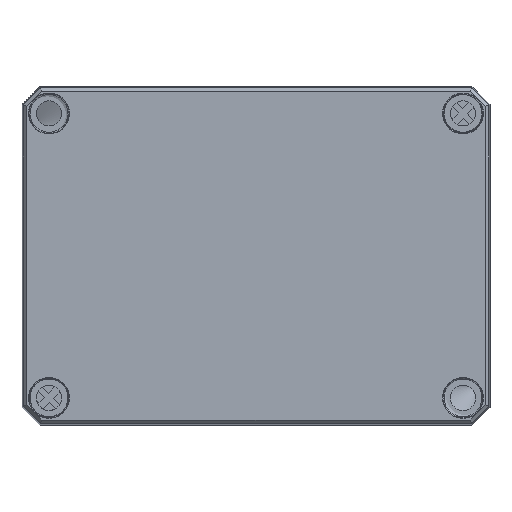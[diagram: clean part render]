
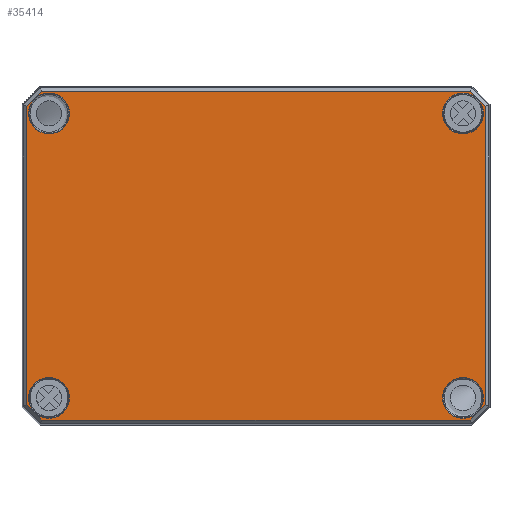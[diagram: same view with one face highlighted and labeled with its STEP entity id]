
A CAD part, top view. The second image highlights one B-rep face of the part: STEP entity #35414.
In plain terms, the highlighted planar face has unit normal (0, 0, 1).
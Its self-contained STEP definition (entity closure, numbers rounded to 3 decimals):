
#4072=LINE('',#63611,#6876);
#4073=LINE('',#63613,#6877);
#4074=LINE('',#63615,#6878);
#4075=LINE('',#63617,#6879);
#4076=LINE('',#63619,#6880);
#4077=LINE('',#63621,#6881);
#4078=LINE('',#63623,#6882);
#4079=LINE('',#63624,#6883);
#6876=VECTOR('',#45106,10.);
#6877=VECTOR('',#45107,10.);
#6878=VECTOR('',#45108,10.);
#6879=VECTOR('',#45109,10.);
#6880=VECTOR('',#45110,10.);
#6881=VECTOR('',#45111,10.);
#6882=VECTOR('',#45112,10.);
#6883=VECTOR('',#45113,10.);
#7844=FACE_BOUND('',#12506,.T.);
#7845=FACE_BOUND('',#12507,.T.);
#7846=FACE_BOUND('',#12508,.T.);
#7847=FACE_BOUND('',#12509,.T.);
#8526=PLANE('',#38012);
#10203=FACE_OUTER_BOUND('',#12505,.T.);
#12505=EDGE_LOOP('',(#30596,#30597,#30598,#30599,#30600,#30601,#30602,#30603));
#12506=EDGE_LOOP('',(#30604,#30605));
#12507=EDGE_LOOP('',(#30606,#30607));
#12508=EDGE_LOOP('',(#30608));
#12509=EDGE_LOOP('',(#30609));
#13953=CIRCLE('',#38007,5.672);
#13957=CIRCLE('',#38013,5.672);
#13958=CIRCLE('',#38014,5.672);
#13959=CIRCLE('',#38015,5.672);
#13960=CIRCLE('',#38016,5.672);
#13961=CIRCLE('',#38017,5.672);
#17065=VERTEX_POINT('',#63599);
#17068=VERTEX_POINT('',#63609);
#17069=VERTEX_POINT('',#63610);
#17070=VERTEX_POINT('',#63612);
#17071=VERTEX_POINT('',#63614);
#17072=VERTEX_POINT('',#63616);
#17073=VERTEX_POINT('',#63618);
#17074=VERTEX_POINT('',#63620);
#17075=VERTEX_POINT('',#63622);
#17076=VERTEX_POINT('',#63625);
#17077=VERTEX_POINT('',#63626);
#17078=VERTEX_POINT('',#63629);
#17079=VERTEX_POINT('',#63630);
#17080=VERTEX_POINT('',#63633);
#21664=EDGE_CURVE('',#17065,#17065,#13953,.T.);
#21669=EDGE_CURVE('',#17068,#17069,#4072,.T.);
#21670=EDGE_CURVE('',#17070,#17068,#4073,.T.);
#21671=EDGE_CURVE('',#17071,#17070,#4074,.T.);
#21672=EDGE_CURVE('',#17072,#17071,#4075,.T.);
#21673=EDGE_CURVE('',#17073,#17072,#4076,.T.);
#21674=EDGE_CURVE('',#17074,#17073,#4077,.T.);
#21675=EDGE_CURVE('',#17075,#17074,#4078,.T.);
#21676=EDGE_CURVE('',#17069,#17075,#4079,.T.);
#21677=EDGE_CURVE('',#17076,#17077,#13957,.T.);
#21678=EDGE_CURVE('',#17077,#17076,#13958,.T.);
#21679=EDGE_CURVE('',#17078,#17079,#13959,.T.);
#21680=EDGE_CURVE('',#17079,#17078,#13960,.T.);
#21681=EDGE_CURVE('',#17080,#17080,#13961,.T.);
#30596=ORIENTED_EDGE('',*,*,#21669,.F.);
#30597=ORIENTED_EDGE('',*,*,#21670,.F.);
#30598=ORIENTED_EDGE('',*,*,#21671,.F.);
#30599=ORIENTED_EDGE('',*,*,#21672,.F.);
#30600=ORIENTED_EDGE('',*,*,#21673,.F.);
#30601=ORIENTED_EDGE('',*,*,#21674,.F.);
#30602=ORIENTED_EDGE('',*,*,#21675,.F.);
#30603=ORIENTED_EDGE('',*,*,#21676,.F.);
#30604=ORIENTED_EDGE('',*,*,#21677,.F.);
#30605=ORIENTED_EDGE('',*,*,#21678,.F.);
#30606=ORIENTED_EDGE('',*,*,#21679,.F.);
#30607=ORIENTED_EDGE('',*,*,#21680,.F.);
#30608=ORIENTED_EDGE('',*,*,#21681,.F.);
#30609=ORIENTED_EDGE('',*,*,#21664,.F.);
#35414=ADVANCED_FACE('',(#10203,#7844,#7845,#7846,#7847),#8526,.T.);
#38007=AXIS2_PLACEMENT_3D('',#63600,#45093,#45094);
#38012=AXIS2_PLACEMENT_3D('',#63608,#45104,#45105);
#38013=AXIS2_PLACEMENT_3D('',#63627,#45114,#45115);
#38014=AXIS2_PLACEMENT_3D('',#63628,#45116,#45117);
#38015=AXIS2_PLACEMENT_3D('',#63631,#45118,#45119);
#38016=AXIS2_PLACEMENT_3D('',#63632,#45120,#45121);
#38017=AXIS2_PLACEMENT_3D('',#63634,#45122,#45123);
#45093=DIRECTION('center_axis',(0.,0.,1.));
#45094=DIRECTION('ref_axis',(-1.,0.,0.));
#45104=DIRECTION('center_axis',(0.,0.,1.));
#45105=DIRECTION('ref_axis',(1.,0.,0.));
#45106=DIRECTION('',(0.707,-0.707,0.));
#45107=DIRECTION('',(1.,0.,0.));
#45108=DIRECTION('',(0.707,0.707,0.));
#45109=DIRECTION('',(0.,1.,0.));
#45110=DIRECTION('',(-0.707,0.707,0.));
#45111=DIRECTION('',(-1.,0.,0.));
#45112=DIRECTION('',(-0.707,-0.707,0.));
#45113=DIRECTION('',(0.,-1.,0.));
#45114=DIRECTION('center_axis',(0.,0.,1.));
#45115=DIRECTION('ref_axis',(1.,0.,0.));
#45116=DIRECTION('center_axis',(0.,0.,1.));
#45117=DIRECTION('ref_axis',(1.,0.,0.));
#45118=DIRECTION('center_axis',(0.,0.,1.));
#45119=DIRECTION('ref_axis',(1.,0.,0.));
#45120=DIRECTION('center_axis',(0.,0.,1.));
#45121=DIRECTION('ref_axis',(1.,0.,0.));
#45122=DIRECTION('center_axis',(0.,0.,1.));
#45123=DIRECTION('ref_axis',(-1.,0.,0.));
#63599=CARTESIAN_POINT('',(-51.828,39.5,39.));
#63600=CARTESIAN_POINT('Origin',(-57.5,39.5,39.));
#63608=CARTESIAN_POINT('Origin',(0.,0.,
39.));
#63609=CARTESIAN_POINT('',(59.445,45.66,39.));
#63610=CARTESIAN_POINT('',(63.66,41.445,39.));
#63611=CARTESIAN_POINT('',(55.802,49.302,39.));
#63612=CARTESIAN_POINT('',(-59.445,45.66,39.));
#63613=CARTESIAN_POINT('',(-30.,45.66,39.));
#63614=CARTESIAN_POINT('',(-63.66,41.445,39.));
#63615=CARTESIAN_POINT('',(-58.302,46.802,39.));
#63616=CARTESIAN_POINT('',(-63.66,-41.445,39.));
#63617=CARTESIAN_POINT('',(-63.66,-21.,39.));
#63618=CARTESIAN_POINT('',(-59.445,-45.66,39.));
#63619=CARTESIAN_POINT('',(-55.802,-49.302,39.));
#63620=CARTESIAN_POINT('',(59.445,-45.66,39.));
#63621=CARTESIAN_POINT('',(30.,-45.66,39.));
#63622=CARTESIAN_POINT('',(63.66,-41.445,39.));
#63623=CARTESIAN_POINT('',(58.302,-46.802,39.));
#63624=CARTESIAN_POINT('',(63.66,21.,39.));
#63625=CARTESIAN_POINT('',(51.828,39.5,39.));
#63626=CARTESIAN_POINT('',(63.172,39.5,39.));
#63627=CARTESIAN_POINT('Origin',(57.5,39.5,39.));
#63628=CARTESIAN_POINT('Origin',(57.5,39.5,39.));
#63629=CARTESIAN_POINT('',(51.828,-39.5,39.));
#63630=CARTESIAN_POINT('',(63.172,-39.5,39.));
#63631=CARTESIAN_POINT('Origin',(57.5,-39.5,39.));
#63632=CARTESIAN_POINT('Origin',(57.5,-39.5,39.));
#63633=CARTESIAN_POINT('',(-51.828,-39.5,39.));
#63634=CARTESIAN_POINT('Origin',(-57.5,-39.5,39.));
